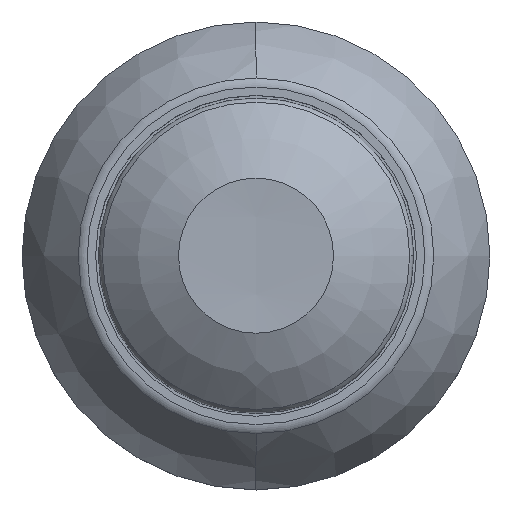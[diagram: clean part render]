
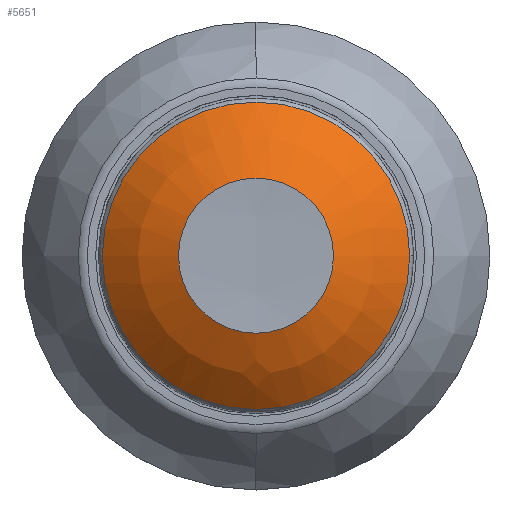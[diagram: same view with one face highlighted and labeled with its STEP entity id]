
A CAD part, top view. The second image highlights one B-rep face of the part: STEP entity #5651.
In plain terms, the highlighted spherical face has radius 8.269 mm.
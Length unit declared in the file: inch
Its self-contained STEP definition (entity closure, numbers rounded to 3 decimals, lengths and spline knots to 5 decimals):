
#216=SPHERICAL_SURFACE('',#6056,0.32557);
#285=FACE_OUTER_BOUND('',#600,.T.);
#600=EDGE_LOOP('',(#3945,#3946,#3947,#3948,#3949,#3950));
#965=CIRCLE('',#6045,0.22628);
#966=CIRCLE('',#6046,0.22628);
#969=CIRCLE('',#6049,0.22628);
#974=CIRCLE('',#6057,0.11417);
#975=CIRCLE('',#6058,0.32557);
#2303=VERTEX_POINT('',#8556);
#2304=VERTEX_POINT('',#8557);
#2305=VERTEX_POINT('',#8559);
#2306=VERTEX_POINT('',#8599);
#2939=EDGE_CURVE('',#2303,#2304,#965,.T.);
#2940=EDGE_CURVE('',#2304,#2305,#966,.T.);
#2943=EDGE_CURVE('',#2305,#2303,#969,.T.);
#2948=EDGE_CURVE('',#2306,#2306,#974,.T.);
#2949=EDGE_CURVE('',#2306,#2304,#975,.T.);
#3945=ORIENTED_EDGE('',*,*,#2948,.F.);
#3946=ORIENTED_EDGE('',*,*,#2949,.T.);
#3947=ORIENTED_EDGE('',*,*,#2939,.F.);
#3948=ORIENTED_EDGE('',*,*,#2943,.F.);
#3949=ORIENTED_EDGE('',*,*,#2940,.F.);
#3950=ORIENTED_EDGE('',*,*,#2949,.F.);
#5651=ADVANCED_FACE('',(#285),#216,.T.);
#6045=AXIS2_PLACEMENT_3D('',#8558,#6695,#6696);
#6046=AXIS2_PLACEMENT_3D('',#8560,#6697,#6698);
#6049=AXIS2_PLACEMENT_3D('',#8591,#6703,#6704);
#6056=AXIS2_PLACEMENT_3D('',#8598,#6717,#6718);
#6057=AXIS2_PLACEMENT_3D('',#8600,#6719,#6720);
#6058=AXIS2_PLACEMENT_3D('',#8601,#6721,#6722);
#6695=DIRECTION('center_axis',(0.,0.,
-1.));
#6696=DIRECTION('ref_axis',(-1.,0.,0.));
#6697=DIRECTION('center_axis',(0.,0.,
-1.));
#6698=DIRECTION('ref_axis',(-1.,0.,0.));
#6703=DIRECTION('center_axis',(0.,0.,
-1.));
#6704=DIRECTION('ref_axis',(-1.,0.,0.));
#6717=DIRECTION('center_axis',(0.,0.,
-1.));
#6718=DIRECTION('ref_axis',(0.,1.,0.));
#6719=DIRECTION('center_axis',(0.,0.,
1.));
#6720=DIRECTION('ref_axis',(1.,0.,0.));
#6721=DIRECTION('center_axis',(1.,0.,0.));
#6722=DIRECTION('ref_axis',(0.,-1.,0.));
#8556=CARTESIAN_POINT('',(0.22628,0.,0.57485));
#8557=CARTESIAN_POINT('',(0.,-0.22628,0.57485));
#8558=CARTESIAN_POINT('Origin',(0.,0.,
0.57485));
#8559=CARTESIAN_POINT('',(-0.22628,0.,0.57485));
#8560=CARTESIAN_POINT('Origin',(0.,0.,
0.57485));
#8591=CARTESIAN_POINT('Origin',(0.,0.,
0.57485));
#8598=CARTESIAN_POINT('Origin',(0.,0.,
0.34078));
#8599=CARTESIAN_POINT('',(0.,-0.11417,0.64567));
#8600=CARTESIAN_POINT('Origin',(0.,0.,
0.64567));
#8601=CARTESIAN_POINT('Origin',(0.,0.,
0.34078));
